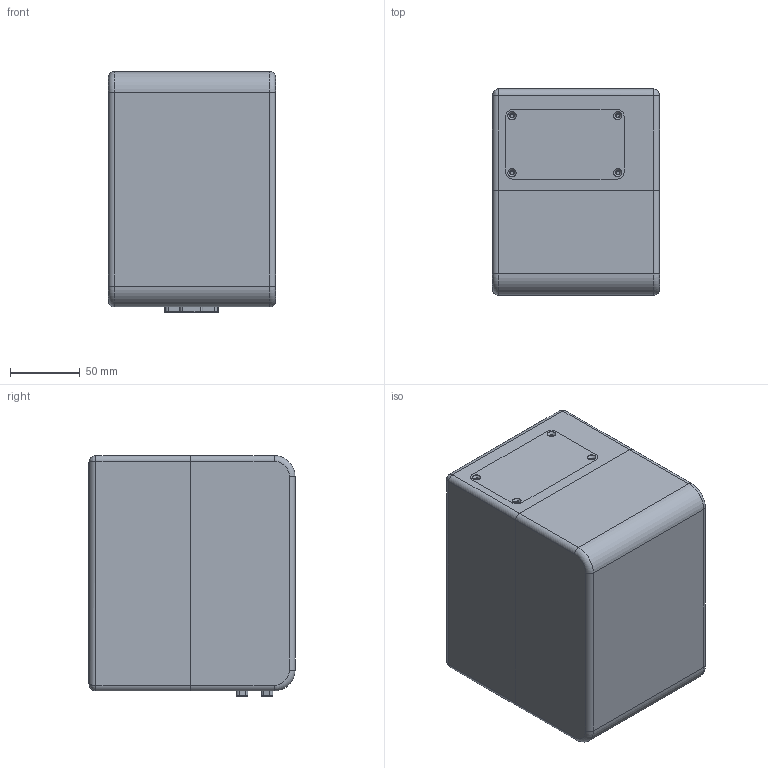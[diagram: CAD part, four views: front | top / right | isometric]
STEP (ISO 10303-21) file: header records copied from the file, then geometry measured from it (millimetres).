
FILE_DESCRIPTION(/* description */ ('Unknown'),/* implementation_level */ '2;1');
FILE_NAME(/* name */ 'HALscan 20.20',/* time_stamp */ '2023-05-12T20:16:54+08:00',/* author */ ('Unknown'),/* organization */ ('Unknown'),/* preprocessor_version */ 'ST-DEVELOPER v16.7',/* originating_system */ 'DEX',/* authorisation */ $);
FILE_SCHEMA (('AUTOMOTIVE_DESIGN {1 0 10303 214 3 1 1}'));
Length unit declared in the file: millimetre
Products named in the file (24): HALscan20-20-拸阨; 20珨极蜊俋夤; 苤裔; X萇儂; 20-癹弇s; SH30-01-8T橈埽-; 20萇儂-; ZYT20-01-1T隅; ZYT20-01-2T苤粣; ZYT20-01-3T湮粣; ZYT20-01-6T傷; ZYT20-01-7T俋; ZYT20-01-5T湮粣; ZYT20-01-13T噩え標3; ZYT10-01-01T欶; 噩え10600X2; 20萇儂-g-; 噩え10600Y2; ZYT10-01-7T欶; ｵ･ｸｨRhV; 30DA縐; DB9ĸ; DB25 ĸ
Assembly tree (33 placements, depth 3):
  HALscan20-20-拸阨
    20珨极蜊俋夤
    20珨极蜊俋夤
    苤裔
    X萇儂
    20-癹弇s  x2
    SH30-01-8T橈埽-  x2
    20萇儂-
      ZYT20-01-1T隅
      ZYT20-01-2T苤粣
      ZYT20-01-3T湮粣
      ZYT20-01-6T傷
      ZYT20-01-7T俋
      ZYT20-01-5T湮粣
      ZYT20-01-13T噩え標3
      ZYT10-01-01T欶
      噩え10600X2
    20萇儂-g-
      ZYT20-01-1T隅
      ZYT20-01-2T苤粣
      ZYT20-01-3T湮粣
      ZYT20-01-6T傷
      ZYT20-01-7T俋
      ZYT20-01-5T湮粣
      ZYT20-01-13T噩え標3
      噩え10600Y2
      ZYT10-01-7T欶
    ｵ･ｸｨRhV  x2
    30DA縐
    DB9ĸ
    DB25 ĸ
Bounding box: 120 x 148 x 172.9 mm (x, y, z)
Volume: 1355709.7 mm3; surface area: 428753.8 mm2
Topology: 39 solids, 39 shells, 1728 faces, 4341 edges, 2836 vertices
Faces by surface type: plane 806, cylinder 671, cone 225, torus 22, bspline 4
Full cylindrical faces by diameter (mm): 0.2 x8, 0.6 x2, 0.729 x4, 1 x38, 1.5 x32, 1.567 x26, 2 x2, 2.013 x12, 2.2 x18, 2.3 x6, 2.459 x20, 2.5 x4, 2.8 x6, 2.9 x4, 3.06 x4, 3.2 x4, 3.242 x10, 3.5 x2, 3.81 x4, 3.83 x2, 4 x12, 4.134 x4, 4.2 x16, 4.917 x3, 5 x6, 5.2 x1, 5.5 x4, 5.9 x4, 7 x4, 7.5 x12
Entity records: 35861 total; most frequent: CARTESIAN_POINT 6205, DIRECTION 5971, ORIENTED_EDGE 4884, EDGE_CURVE 2442, AXIS2_PLACEMENT_3D 2367, FACE_BOUND 1919, EDGE_LOOP 1902, VERTEX_POINT 1807
